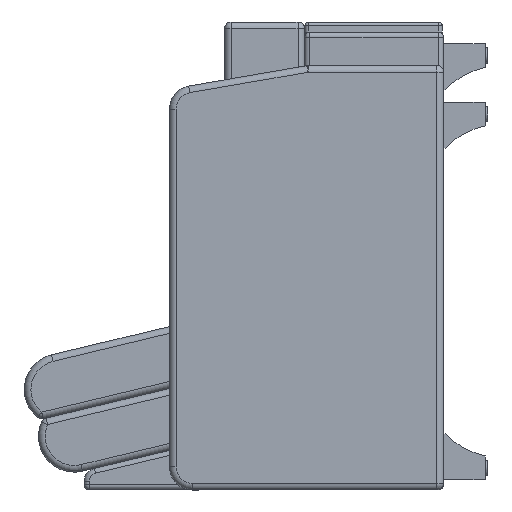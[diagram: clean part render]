
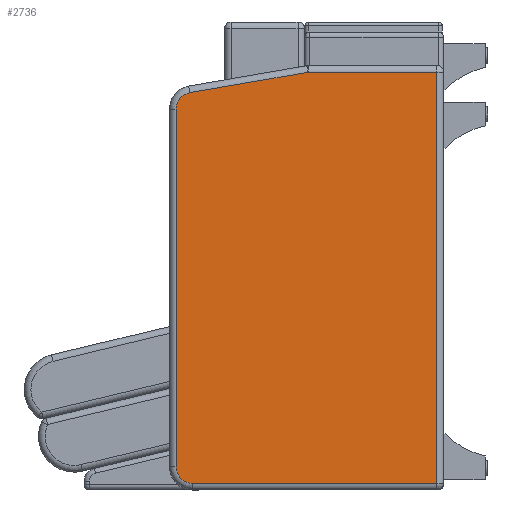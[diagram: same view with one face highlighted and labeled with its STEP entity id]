
A CAD part, left-side view. The second image highlights one B-rep face of the part: STEP entity #2736.
In plain terms, the highlighted face is planar.
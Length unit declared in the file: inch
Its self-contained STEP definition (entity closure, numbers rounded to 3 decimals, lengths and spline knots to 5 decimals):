
#184=PLANE('',#3286);
#404=FACE_OUTER_BOUND('',#602,.T.);
#602=EDGE_LOOP('',(#2421,#2422,#2423,#2424,#2425,#2426,#2427,#2428));
#778=LINE('',#5035,#956);
#779=LINE('',#5043,#957);
#780=LINE('',#5051,#958);
#781=LINE('',#5066,#959);
#783=LINE('',#5071,#961);
#956=VECTOR('',#4203,0.3937);
#957=VECTOR('',#4214,0.3937);
#958=VECTOR('',#4225,0.3937);
#959=VECTOR('',#4232,0.3937);
#961=VECTOR('',#4238,0.3937);
#1147=CIRCLE('',#3274,1.25);
#1150=CIRCLE('',#3279,1.25);
#1153=CIRCLE('',#3283,0.25);
#1348=VERTEX_POINT('',#5025);
#1351=VERTEX_POINT('',#5032);
#1352=VERTEX_POINT('',#5037);
#1353=VERTEX_POINT('',#5041);
#1354=VERTEX_POINT('',#5045);
#1355=VERTEX_POINT('',#5049);
#1356=VERTEX_POINT('',#5061);
#1357=VERTEX_POINT('',#5065);
#1705=EDGE_CURVE('',#1348,#1351,#778,.T.);
#1707=EDGE_CURVE('',#1351,#1352,#1147,.T.);
#1709=EDGE_CURVE('',#1352,#1353,#779,.T.);
#1711=EDGE_CURVE('',#1353,#1354,#1150,.T.);
#1713=EDGE_CURVE('',#1354,#1355,#780,.T.);
#1715=EDGE_CURVE('',#1355,#1356,#1153,.T.);
#1716=EDGE_CURVE('',#1356,#1357,#781,.T.);
#1719=EDGE_CURVE('',#1357,#1348,#783,.T.);
#2421=ORIENTED_EDGE('',*,*,#1715,.F.);
#2422=ORIENTED_EDGE('',*,*,#1713,.F.);
#2423=ORIENTED_EDGE('',*,*,#1711,.F.);
#2424=ORIENTED_EDGE('',*,*,#1709,.F.);
#2425=ORIENTED_EDGE('',*,*,#1707,.F.);
#2426=ORIENTED_EDGE('',*,*,#1705,.F.);
#2427=ORIENTED_EDGE('',*,*,#1719,.F.);
#2428=ORIENTED_EDGE('',*,*,#1716,.F.);
#2736=ADVANCED_FACE('',(#404),#184,.T.);
#3274=AXIS2_PLACEMENT_3D('',#5039,#4208,#4209);
#3279=AXIS2_PLACEMENT_3D('',#5047,#4219,#4220);
#3283=AXIS2_PLACEMENT_3D('',#5063,#4228,#4229);
#3286=AXIS2_PLACEMENT_3D('',#5070,#4236,#4237);
#4203=DIRECTION('',(0.,1.,0.));
#4208=DIRECTION('center_axis',(-1.,0.,0.));
#4209=DIRECTION('ref_axis',(0.,0.707,0.707));
#4214=DIRECTION('',(0.,0.,-1.));
#4219=DIRECTION('center_axis',(-1.,0.,0.));
#4220=DIRECTION('ref_axis',(0.,0.765,-0.644));
#4225=DIRECTION('',(0.,-0.985,-0.17));
#4228=DIRECTION('center_axis',(-1.,0.,0.));
#4229=DIRECTION('ref_axis',(0.,0.996,-0.084));
#4232=DIRECTION('',(0.,-1.,0.));
#4236=DIRECTION('center_axis',(1.,0.,0.));
#4237=DIRECTION('ref_axis',(0.,0.,-1.));
#4238=DIRECTION('',(0.,0.,1.));
#5025=CARTESIAN_POINT('',(1.5,-9.44369,13.97163));
#5032=CARTESIAN_POINT('',(1.5,8.80631,13.97163));
#5035=CARTESIAN_POINT('',(1.5,4.11427,13.97163));
#5037=CARTESIAN_POINT('',(1.5,10.05631,12.72163));
#5039=CARTESIAN_POINT('Origin',(1.5,8.80631,12.72163));
#5041=CARTESIAN_POINT('',(1.5,10.05631,-14.01027));
#5043=CARTESIAN_POINT('',(1.5,10.05631,-7.59598));
#5045=CARTESIAN_POINT('',(1.5,9.01913,-15.24202));
#5047=CARTESIAN_POINT('Origin',(1.5,8.80631,-14.01027));
#5049=CARTESIAN_POINT('',(1.5,0.181,-16.76903));
#5051=CARTESIAN_POINT('',(1.5,1.24514,-16.58518));
#5061=CARTESIAN_POINT('',(1.5,0.13844,-16.77268));
#5063=CARTESIAN_POINT('Origin',(1.5,0.13844,-16.52268));
#5065=CARTESIAN_POINT('',(1.5,-9.44369,-16.77268));
#5066=CARTESIAN_POINT('',(1.5,-5.13573,-16.77268));
#5070=CARTESIAN_POINT('Origin',(1.5,-0.32777,-1.1385));
#5071=CARTESIAN_POINT('',(1.5,-9.44369,6.54156));
